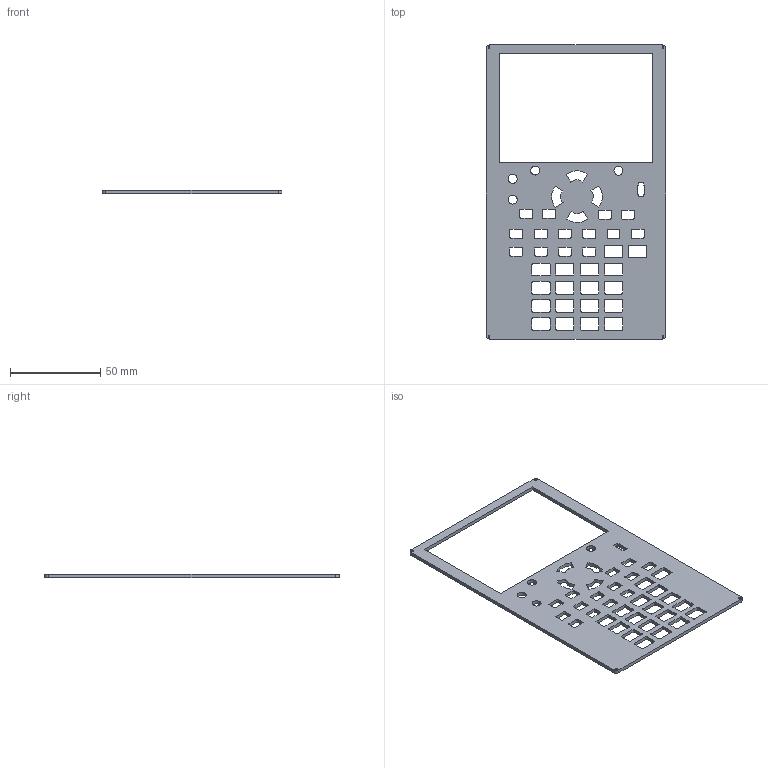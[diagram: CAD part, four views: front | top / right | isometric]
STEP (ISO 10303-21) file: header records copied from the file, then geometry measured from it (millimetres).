
FILE_DESCRIPTION(/* description */ (''),/* implementation_level */ '2;1');
FILE_NAME(/* name */ 'case-top-plate.step',/* time_stamp */ '2025-11-04T20:54:56Z',/* author */ (''),/* organization */ (''),/* preprocessor_version */ 'ST-DEVELOPER v20.1',/* originating_system */ 'Autodesk Translation Framework v14.17.0.0',/* authorisation */ '');
FILE_SCHEMA (('AUTOMOTIVE_DESIGN { 1 0 10303 214 3 1 1 }'));
Length unit declared in the file: millimetre
Products named in the file (1): FusionComponent
Bounding box: 99.75 x 163.2 x 2 mm (x, y, z)
Volume: 18257.7 mm3; surface area: 22159.1 mm2
Topology: 1 solids, 1 shells, 314 faces, 936 edges, 624 vertices
Faces by surface type: plane 166, cylinder 136, bspline 12
Full cylindrical faces by diameter (mm): 5 x4
Entity records: 11245 total; most frequent: CARTESIAN_POINT 2399, ORIENTED_EDGE 1872, DIRECTION 1806, EDGE_CURVE 936, LINE 640, VECTOR 640, VERTEX_POINT 624, AXIS2_PLACEMENT_3D 583
